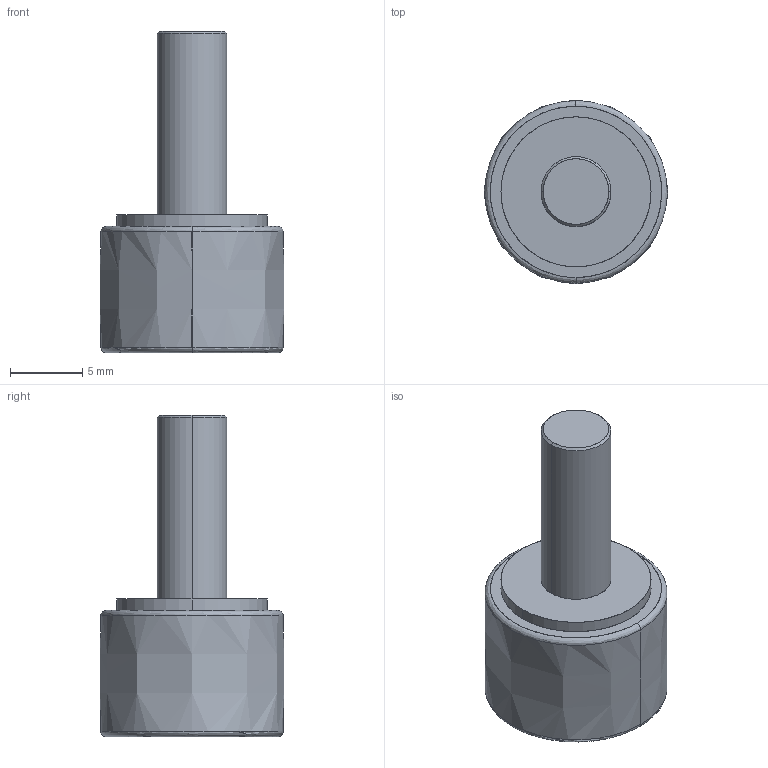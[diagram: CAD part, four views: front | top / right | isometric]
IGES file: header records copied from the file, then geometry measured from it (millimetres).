
Start section: SolidWorks IGES file using analytic representation for surfaces
Global section: file name: CCDEFAU082452254438.igs; native system: SolidWorks 2010; preprocessor: SolidWorks 2010; author: partstream; date: 100824.052202; units: millimetre
Bounding box: 12.69 x 12.69 x 22.23 mm (x, y, z)
Surface area: 871.5 mm2 (no closed solid volume)
Topology: 0 solids, 0 shells, 31 faces, 429 edges, 446 vertices
Faces by surface type: bspline 19, revolution 12
